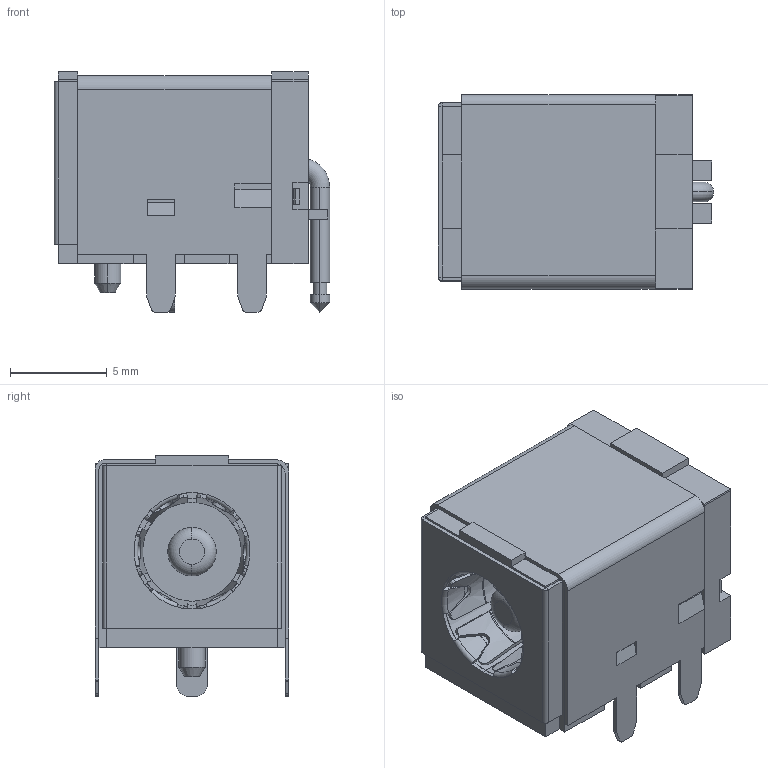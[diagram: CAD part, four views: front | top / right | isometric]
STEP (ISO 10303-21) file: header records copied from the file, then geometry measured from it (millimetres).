
FILE_DESCRIPTION (( 'STEP AP214' ), '1' );
FILE_NAME ('DC-042C.STEP', '2024-02-28T04:02:24', ( '' ), ( '' ), 'SwSTEP 2.0', 'SolidWorks 2022', '' );
FILE_SCHEMA (( 'AUTOMOTIVE_DESIGN' ));
Length unit declared in the file: millimetre
Products named in the file (1): DC-042C
Bounding box: 14.2 x 10 x 12.4 mm (x, y, z)
Volume: 1067.6 mm3; surface area: 1901.6 mm2
Topology: 7 solids, 7 shells, 435 faces, 1179 edges, 764 vertices
Faces by surface type: plane 268, cylinder 103, cone 28, torus 24, bspline 12
Entity records: 15258 total; most frequent: CARTESIAN_POINT 3217, ORIENTED_EDGE 2354, DIRECTION 2120, EDGE_CURVE 1177, VERTEX_POINT 764, LINE 746, VECTOR 746, AXIS2_PLACEMENT_3D 687
